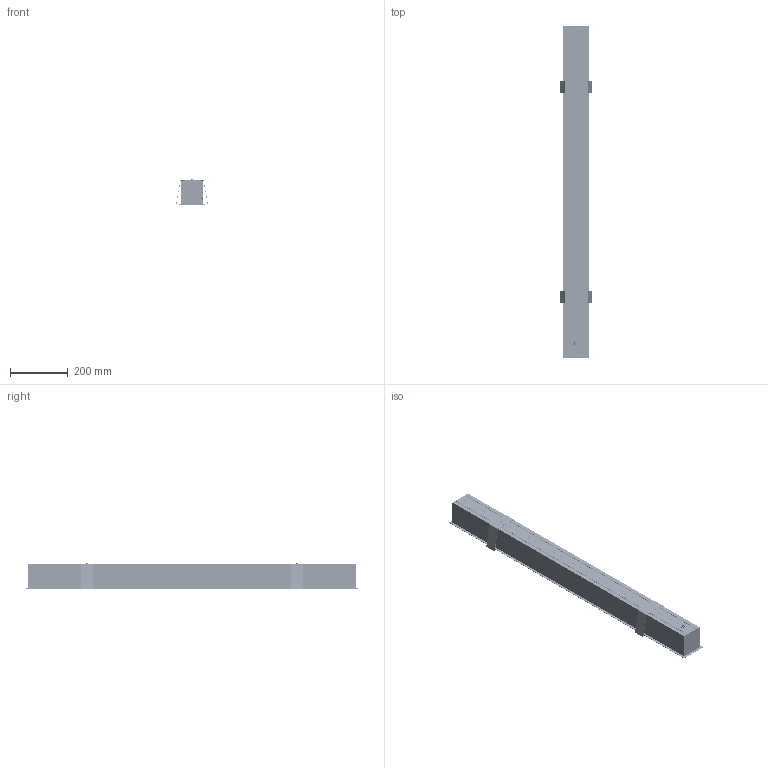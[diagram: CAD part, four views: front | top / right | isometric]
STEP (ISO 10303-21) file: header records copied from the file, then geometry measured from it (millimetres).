
FILE_DESCRIPTION(/* description */ ('This is a sample STEP configuration'),/* implementation_level */ '2;1');
FILE_NAME(/* name */ '728-307043xxxxxx _Simple.ipt_Rev_00.3.stp',/* time_stamp */ '2021-02-06T15:27:26+01:00',/* author */ ('powerJobs'),/* organization */ ('coolOrange'),/* preprocessor_version */ 'ST-DEVELOPER v18.1',/* originating_system */ 'Autodesk Inventor 2020',/* authorisation */ '');
FILE_SCHEMA (('AUTOMOTIVE_DESIGN { 1 0 10303 214 3 1 1 }'));
Products named in the file (1): ENG000019107
Bounding box: 110.65 x 1146.5 x 90 mm (x, y, z)
Volume: 1451913.2 mm3; surface area: 1624464.6 mm2
Topology: 14 solids, 14 shells, 14462 faces, 36739 edges, 21128 vertices
Faces by surface type: cylinder 5800, bspline 3500, plane 3273, sphere 856, torus 540, cone 493
Full cylindrical faces by diameter (mm): 2.8 x8, 3.2 x5, 4.134 x2, 5.2 x2, 6 x2, 11.93 x28, 16 x1
Entity records: 832196 total; most frequent: CARTESIAN_POINT 495167, ORIENTED_EDGE 70758, DIRECTION 62939, EDGE_CURVE 35379, AXIS2_PLACEMENT_3D 24110, VERTEX_POINT 21080, EDGE_LOOP 14757, LINE 14719
